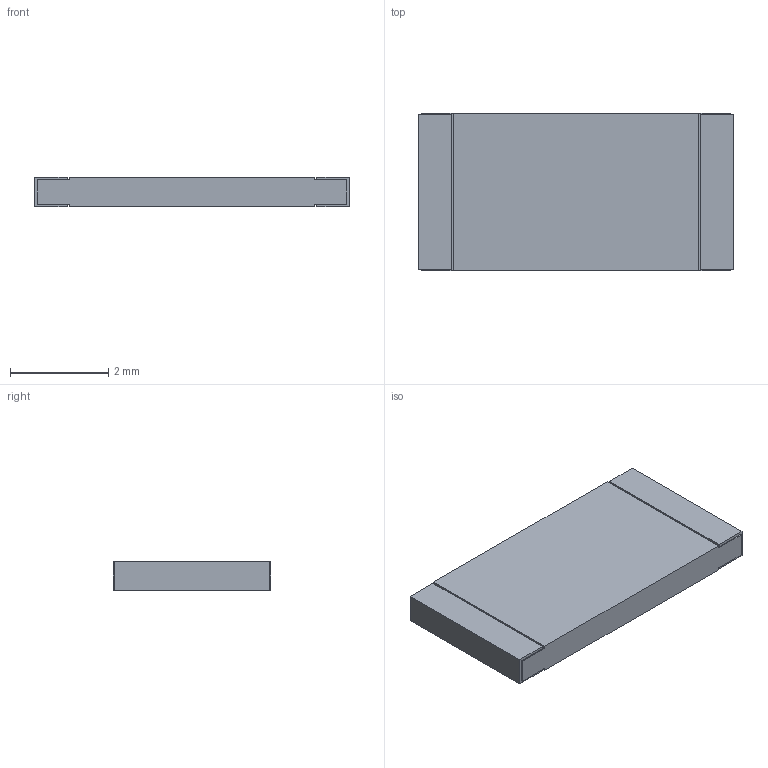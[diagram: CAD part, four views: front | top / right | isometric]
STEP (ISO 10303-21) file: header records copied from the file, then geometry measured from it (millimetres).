
FILE_DESCRIPTION((''),'2;1');
FILE_NAME('C-3-1622820-1','2010-06-01T',('workeradm'),('Tyco Electronics Ltd.'),'PRO/ENGINEER BY PARAMETRIC TECHNOLOGY CORPORATION, 2009300','PRO/ENGINEER BY PARAMETRIC TECHNOLOGY CORPORATION, 2009300','');
FILE_SCHEMA(('AUTOMOTIVE_DESIGN { 1 0 10303 214 1 1 1 1 }'));
Length unit declared in the file: millimetre
Products named in the file (1): C-3-1622820-1
Bounding box: 6.4 x 3.2 x 0.6 mm (x, y, z)
Volume: 12.3 mm3; surface area: 53.7 mm2
Topology: 1 solids, 1 shells, 30 faces, 84 edges, 56 vertices
Faces by surface type: plane 30
Entity records: 1518 total; most frequent: CARTESIAN_POINT 172, ORIENTED_EDGE 168, DIRECTION 144, PRESENTATION_STYLE_ASSIGNMENT 85, STYLED_ITEM 85, VECTOR 84, LINE 84, CURVE_STYLE 84
